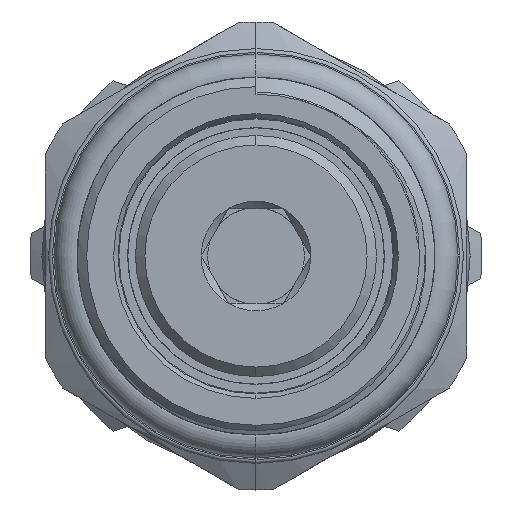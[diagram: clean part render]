
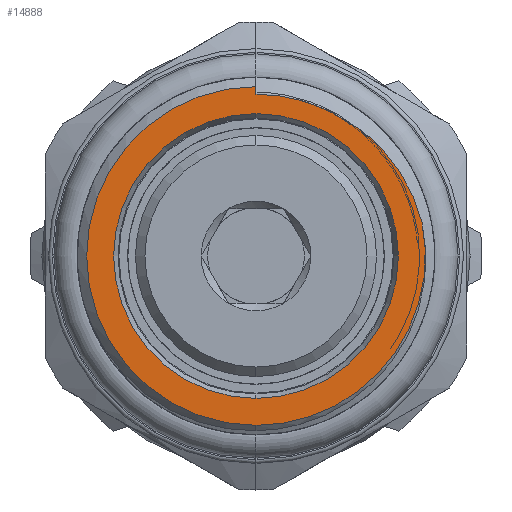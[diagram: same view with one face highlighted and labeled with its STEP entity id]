
A CAD part, left-side view. The second image highlights one B-rep face of the part: STEP entity #14888.
In plain terms, the highlighted planar face has unit normal (-1, 0, 0).
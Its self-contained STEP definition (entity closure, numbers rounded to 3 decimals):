
#84 = CARTESIAN_POINT ( 'NONE',  ( 0., -5.414, 6.711 ) ) ;
#85 = CARTESIAN_POINT ( 'NONE',  ( 0., -5.83, 6.41 ) ) ;
#86 = CARTESIAN_POINT ( 'NONE',  ( 0., -6.217, 6.072 ) ) ;
#87 = CARTESIAN_POINT ( 'NONE',  ( 0., -6.926, 5.333 ) ) ;
#88 = CARTESIAN_POINT ( 'NONE',  ( 0., -7.242, 4.938 ) ) ;
#89 = CARTESIAN_POINT ( 'NONE',  ( 0., -7.661, 4.306 ) ) ;
#90 = CARTESIAN_POINT ( 'NONE',  ( 0., -7.792, 4.089 ) ) ;
#91 = CARTESIAN_POINT ( 'NONE',  ( 0., -8.036, 3.644 ) ) ;
#92 = CARTESIAN_POINT ( 'NONE',  ( 0., -8.15, 3.414 ) ) ;
#93 = CARTESIAN_POINT ( 'NONE',  ( 0., -8.748, 1.742 ) ) ;
#99 = CARTESIAN_POINT ( 'NONE',  ( 0., -8.46, 2.712 ) ) ;
#114 = CARTESIAN_POINT ( 'NONE',  ( 0., -8.625, 2.233 ) ) ;
#474 = DIRECTION ( 'NONE',  ( 0., 0., 1. ) ) ;
#475 = DIRECTION ( 'NONE',  ( -1., 0., 0. ) ) ;
#476 = CARTESIAN_POINT ( 'NONE',  ( 0., 0., 0. ) ) ;
#741 = DIRECTION ( 'NONE',  ( 0., 0., -1. ) ) ;
#742 = DIRECTION ( 'NONE',  ( -1., 0., 0. ) ) ;
#744 = CARTESIAN_POINT ( 'NONE',  ( 0., 0., 0. ) ) ;
#3084 = EDGE_CURVE ( 'NONE', #12425, #15059, #6642, .T. ) ;
#3161 = EDGE_CURVE ( 'NONE', #15059, #15117, #6839, .T. ) ;
#3330 = AXIS2_PLACEMENT_3D ( 'NONE', #8210, #8658, #8540 ) ;
#3783 = AXIS2_PLACEMENT_3D ( 'NONE', #476, #475, #474 ) ;
#3813 = AXIS2_PLACEMENT_3D ( 'NONE', #744, #742, #741 ) ;
#3910 = AXIS2_PLACEMENT_3D ( 'NONE', #5784, #5802, #4942 ) ;
#4329 = CARTESIAN_POINT ( 'NONE',  ( 0., 0., -8.92 ) ) ;
#4393 = CARTESIAN_POINT ( 'NONE',  ( 0., 0., 8.92 ) ) ;
#4933 = CARTESIAN_POINT ( 'NONE',  ( 0., -3.756, 7.703 ) ) ;
#4935 = CARTESIAN_POINT ( 'NONE',  ( 0., -1.922, 8.324 ) ) ;
#4938 = CARTESIAN_POINT ( 'NONE',  ( 0., -4.611, 7.253 ) ) ;
#4942 = DIRECTION ( 'NONE',  ( 0., 0., 1. ) ) ;
#4953 = CARTESIAN_POINT ( 'NONE',  ( 0., -3.309, 7.896 ) ) ;
#4988 = CARTESIAN_POINT ( 'NONE',  ( 0., -0.966, 8.482 ) ) ;
#5063 = CARTESIAN_POINT ( 'NONE',  ( 0., 0., 8.522 ) ) ;
#5200 = CARTESIAN_POINT ( 'NONE',  ( 0., -8.748, 1.742 ) ) ;
#5303 = CARTESIAN_POINT ( 'NONE',  ( 0., 0., 8.522 ) ) ;
#5334 = CARTESIAN_POINT ( 'NONE',  ( 0., -0.485, 8.522 ) ) ;
#5336 = CARTESIAN_POINT ( 'NONE',  ( 0., 0., 7.5 ) ) ;
#5400 = VECTOR ( 'NONE', #8549, 1000. ) ;
#5784 = CARTESIAN_POINT ( 'NONE',  ( 0., 0., 0. ) ) ;
#5787 = CARTESIAN_POINT ( 'NONE',  ( 0., -5.021, 6.995 ) ) ;
#5796 = CARTESIAN_POINT ( 'NONE',  ( 0., -5.414, 6.711 ) ) ;
#5802 = DIRECTION ( 'NONE',  ( -1., 0., 0. ) ) ;
#5918 = CIRCLE ( 'NONE', #3910, 7.5 ) ;
#6218 = FACE_BOUND ( 'NONE', #14723, .T. ) ;
#6276 = FACE_OUTER_BOUND ( 'NONE', #14707, .T. ) ;
#6511 = CARTESIAN_POINT ( 'NONE',  ( 0., -2.394, 8.205 ) ) ;
#6607 = CIRCLE ( 'NONE', #3813, 8.92 ) ;
#6642 = LINE ( 'NONE', #8552, #5400 ) ;
#6693 = CIRCLE ( 'NONE', #3783, 7.5 ) ;
#6839 = CIRCLE ( 'NONE', #3330, 8.92 ) ;
#6904 = EDGE_CURVE ( 'NONE', #15117, #12470, #6607, .T. ) ;
#6951 = EDGE_CURVE ( 'NONE', #12729, #12567, #6693, .T. ) ;
#7004 = EDGE_CURVE ( 'NONE', #12470, #12645, #7364, .T. ) ;
#7122 = EDGE_CURVE ( 'NONE', #12567, #12729, #5918, .T. ) ;
#7123 = EDGE_CURVE ( 'NONE', #12645, #12425, #7212, .T. ) ;
#7212 = B_SPLINE_CURVE_WITH_KNOTS ( 'NONE', 3,
 ( #5796, #5787, #4938, #4933, #4953, #6511, #4935, #4988, #5334, #5303 ),
 .UNSPECIFIED., .F., .F.,
 ( 4, 2, 2, 2, 4 ),
 ( 0., 0.001, 0.003, 0.004, 0.006 ),
 .UNSPECIFIED. ) ;
#7364 = B_SPLINE_CURVE_WITH_KNOTS ( 'NONE', 3,
 ( #93, #114, #99, #92, #91, #90, #89, #88, #87, #86, #85, #84 ),
 .UNSPECIFIED., .F., .F.,
 ( 4, 2, 2, 2, 2, 4 ),
 ( 0.013, 0.015, 0.016, 0.016, 0.018, 0.019 ),
 .UNSPECIFIED. ) ;
#7399 = AXIS2_PLACEMENT_3D ( 'NONE', #9903, #9911, #9909 ) ;
#7691 = ORIENTED_EDGE ( 'NONE', *, *, #3084, .T. ) ;
#7696 = ORIENTED_EDGE ( 'NONE', *, *, #7123, .T. ) ;
#8210 = CARTESIAN_POINT ( 'NONE',  ( 0., 0., 0. ) ) ;
#8540 = DIRECTION ( 'NONE',  ( 0., 0., -1. ) ) ;
#8549 = DIRECTION ( 'NONE',  ( 0., 0., 1. ) ) ;
#8552 = CARTESIAN_POINT ( 'NONE',  ( 0., 0., 0. ) ) ;
#8658 = DIRECTION ( 'NONE',  ( -1., 0., 0. ) ) ;
#9903 = CARTESIAN_POINT ( 'NONE',  ( 0., 0., 0. ) ) ;
#9908 = PLANE ( 'NONE',  #7399 ) ;
#9909 = DIRECTION ( 'NONE',  ( 0., 0., -1. ) ) ;
#9911 = DIRECTION ( 'NONE',  ( 1., 0., 0. ) ) ;
#10821 = CARTESIAN_POINT ( 'NONE',  ( 0., 0., -7.5 ) ) ;
#11605 = CARTESIAN_POINT ( 'NONE',  ( 0., -5.414, 6.711 ) ) ;
#12425 = VERTEX_POINT ( 'NONE', #5063 ) ;
#12470 = VERTEX_POINT ( 'NONE', #5200 ) ;
#12567 = VERTEX_POINT ( 'NONE', #5336 ) ;
#12645 = VERTEX_POINT ( 'NONE', #11605 ) ;
#12729 = VERTEX_POINT ( 'NONE', #10821 ) ;
#14376 = ORIENTED_EDGE ( 'NONE', *, *, #6904, .T. ) ;
#14377 = ORIENTED_EDGE ( 'NONE', *, *, #7122, .F. ) ;
#14384 = ORIENTED_EDGE ( 'NONE', *, *, #7004, .T. ) ;
#14385 = ORIENTED_EDGE ( 'NONE', *, *, #6951, .F. ) ;
#14405 = ORIENTED_EDGE ( 'NONE', *, *, #3161, .T. ) ;
#14707 = EDGE_LOOP ( 'NONE', ( #7696, #7691, #14405, #14376, #14384 ) ) ;
#14723 = EDGE_LOOP ( 'NONE', ( #14377, #14385 ) ) ;
#14888 = ADVANCED_FACE ( 'NONE', ( #6276, #6218 ), #9908, .F. ) ;
#15059 = VERTEX_POINT ( 'NONE', #4393 ) ;
#15117 = VERTEX_POINT ( 'NONE', #4329 ) ;
